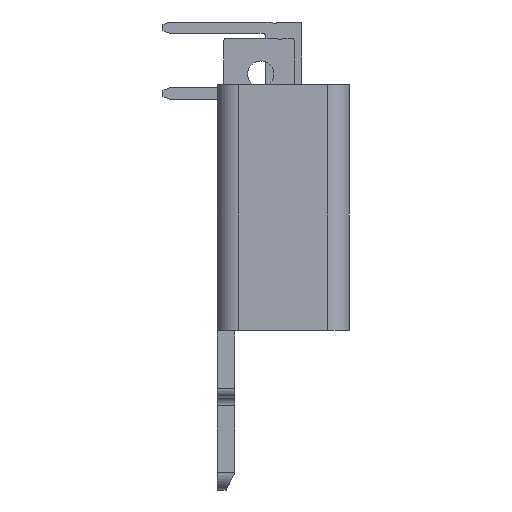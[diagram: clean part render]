
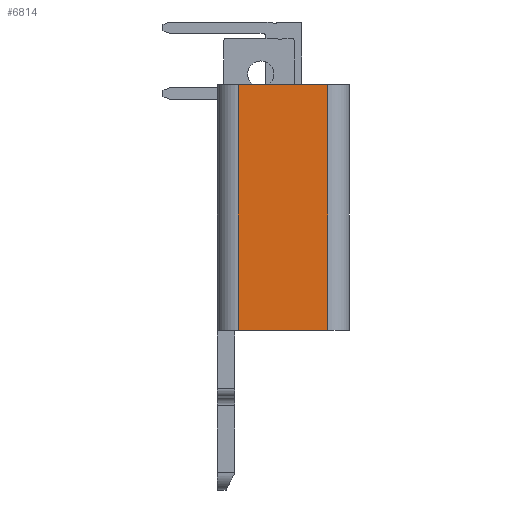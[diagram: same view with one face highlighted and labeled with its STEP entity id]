
A CAD part, left-side view. The second image highlights one B-rep face of the part: STEP entity #6814.
In plain terms, the highlighted planar face has unit normal (-1, 0, 0).
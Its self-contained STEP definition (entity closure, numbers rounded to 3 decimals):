
#485=CARTESIAN_POINT('',(0.,6.3,0.));
#486=VERTEX_POINT('',#485);
#487=CARTESIAN_POINT('',(0.,1.2,0.));
#488=VERTEX_POINT('',#487);
#489=CARTESIAN_POINT('',(0.,6.3,0.));
#490=DIRECTION('',(0.,-1.,0.));
#491=VECTOR('',#490,5.1);
#492=LINE('',#489,#491);
#493=EDGE_CURVE('',#486,#488,#492,.T.);
#4158=CARTESIAN_POINT('',(0.,1.2,-14.));
#4159=VERTEX_POINT('',#4158);
#4167=CARTESIAN_POINT('',(0.,6.3,-14.));
#4168=VERTEX_POINT('',#4167);
#4169=CARTESIAN_POINT('',(0.,1.2,-14.));
#4170=DIRECTION('',(0.,1.,0.));
#4171=VECTOR('',#4170,5.1);
#4172=LINE('',#4169,#4171);
#4173=EDGE_CURVE('',#4159,#4168,#4172,.T.);
#6788=CARTESIAN_POINT('',(0.,6.3,-14.));
#6789=DIRECTION('',(0.,0.,1.));
#6790=VECTOR('',#6789,14.);
#6791=LINE('',#6788,#6790);
#6792=EDGE_CURVE('',#4168,#486,#6791,.T.);
#6798=CARTESIAN_POINT('',(0.,0.,-14.));
#6799=DIRECTION('',(0.,0.,1.));
#6800=DIRECTION('',(-1.,0.,0.));
#6801=AXIS2_PLACEMENT_3D('',#6798,#6800,#6799);
#6802=PLANE('',#6801);
#6803=ORIENTED_EDGE('',*,*,#4173,.F.);
#6804=CARTESIAN_POINT('',(0.,1.2,-14.));
#6805=DIRECTION('',(0.,0.,1.));
#6806=VECTOR('',#6805,14.);
#6807=LINE('',#6804,#6806);
#6808=EDGE_CURVE('',#4159,#488,#6807,.T.);
#6809=ORIENTED_EDGE('',*,*,#6808,.T.);
#6810=ORIENTED_EDGE('',*,*,#493,.F.);
#6811=ORIENTED_EDGE('',*,*,#6792,.F.);
#6812=EDGE_LOOP('',(#6803,#6809,#6810,#6811));
#6813=FACE_OUTER_BOUND('',#6812,.T.);
#6814=ADVANCED_FACE('',(#6813),#6802,.T.);
